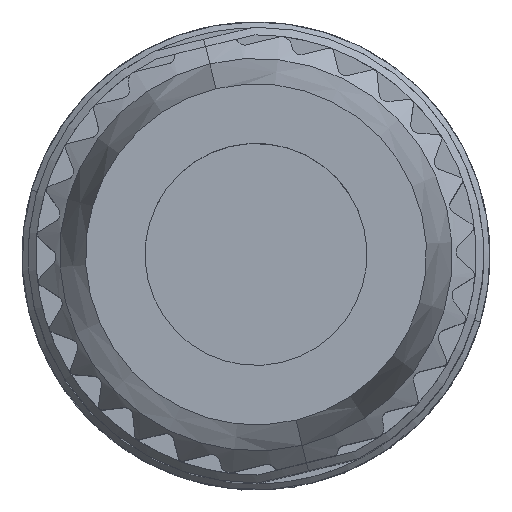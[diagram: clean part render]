
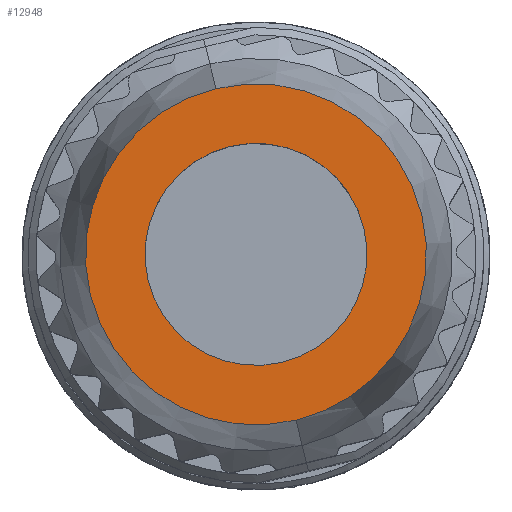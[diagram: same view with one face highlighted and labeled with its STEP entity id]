
A CAD part, top view. The second image highlights one B-rep face of the part: STEP entity #12948.
In plain terms, the highlighted planar face has unit normal (0, 0, 1).
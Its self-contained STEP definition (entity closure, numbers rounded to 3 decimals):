
#12066=AXIS2_PLACEMENT_3D('Circle Axis2P3D',#12064,#12065,$) ;
#12083=AXIS2_PLACEMENT_3D('Circle Axis2P3D',#12081,#12082,$) ;
#12924=AXIS2_PLACEMENT_3D('Plane Axis2P3D',#12921,#12922,#12923) ;
#12932=AXIS2_PLACEMENT_3D('Circle Axis2P3D',#12930,#12931,$) ;
#12941=AXIS2_PLACEMENT_3D('Circle Axis2P3D',#12939,#12940,$) ;
#12054=CARTESIAN_POINT('Vertex',(4.888,10.079,41.95)) ;
#12061=CARTESIAN_POINT('Vertex',(6.912,1.721,41.95)) ;
#12064=CARTESIAN_POINT('Axis2P3D Location',(5.9,5.9,41.95)) ;
#12081=CARTESIAN_POINT('Axis2P3D Location',(5.9,5.9,41.95)) ;
#12921=CARTESIAN_POINT('Axis2P3D Location',(2.416,0.19,41.95)) ;
#12930=CARTESIAN_POINT('Axis2P3D Location',(5.9,5.9,41.95)) ;
#12934=CARTESIAN_POINT('Vertex',(6.559,3.179,41.95)) ;
#12936=CARTESIAN_POINT('Vertex',(5.241,8.621,41.95)) ;
#12939=CARTESIAN_POINT('Axis2P3D Location',(5.9,5.9,41.95)) ;
#12065=DIRECTION('Axis2P3D Direction',(0.,0.,-1.)) ;
#12082=DIRECTION('Axis2P3D Direction',(0.,0.,-1.)) ;
#12922=DIRECTION('Axis2P3D Direction',(0.,0.,1.)) ;
#12923=DIRECTION('Axis2P3D XDirection',(0.972,0.235,0.)) ;
#12931=DIRECTION('Axis2P3D Direction',(0.,0.,1.)) ;
#12940=DIRECTION('Axis2P3D Direction',(0.,0.,1.)) ;
#12927=ORIENTED_EDGE('',*,*,#12068,.F.) ;
#12928=ORIENTED_EDGE('',*,*,#12085,.F.) ;
#12945=ORIENTED_EDGE('',*,*,#12938,.F.) ;
#12946=ORIENTED_EDGE('',*,*,#12943,.F.) ;
#12947=FACE_BOUND('',#12944,.T.) ;
#12948=ADVANCED_FACE('Hauptkoerper',(#12929,#12947),#12925,.T.) ;
#12067=CIRCLE('generated circle',#12066,4.3) ;
#12084=CIRCLE('generated circle',#12083,4.3) ;
#12933=CIRCLE('generated circle',#12932,2.8) ;
#12942=CIRCLE('generated circle',#12941,2.8) ;
#12068=EDGE_CURVE('',#12062,#12055,#12067,.T.) ;
#12085=EDGE_CURVE('',#12055,#12062,#12084,.T.) ;
#12938=EDGE_CURVE('',#12935,#12937,#12933,.T.) ;
#12943=EDGE_CURVE('',#12937,#12935,#12942,.T.) ;
#12926=EDGE_LOOP('',(#12927,#12928)) ;
#12944=EDGE_LOOP('',(#12945,#12946)) ;
#12929=FACE_OUTER_BOUND('',#12926,.T.) ;
#12925=PLANE('',#12924) ;
#12055=VERTEX_POINT('',#12054) ;
#12062=VERTEX_POINT('',#12061) ;
#12935=VERTEX_POINT('',#12934) ;
#12937=VERTEX_POINT('',#12936) ;
